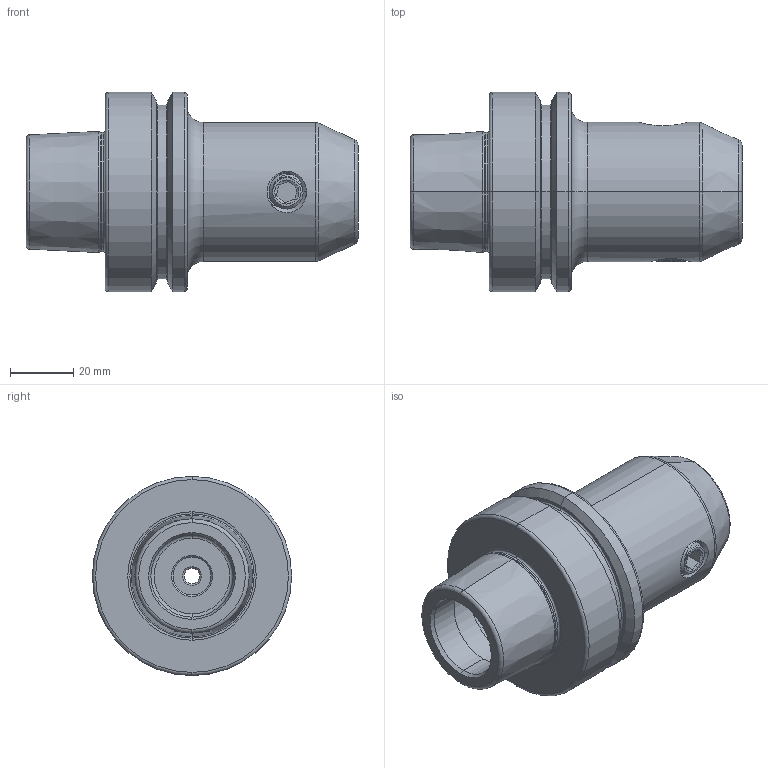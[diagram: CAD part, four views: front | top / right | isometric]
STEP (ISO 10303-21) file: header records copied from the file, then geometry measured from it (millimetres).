
FILE_DESCRIPTION (( 'STEP AP203' ), '1' );
FILE_NAME ('F63.04.14.STEP', '2017-12-26T00:50:58', ( '' ), ( '' ), 'SwSTEP 2.0', 'SolidWorks 2012', '' );
FILE_SCHEMA (( 'CONFIG_CONTROL_DESIGN' ));
Length unit declared in the file: millimetre
Products named in the file (3): 側固12_M12x1.75_16L; F63.04.14
Assembly tree (2 placements, depth 2):
  F63.04.14
    F63.04.14
    側固12_M12x1.75_16L
Bounding box: 105 x 63 x 63 mm (x, y, z)
Volume: 151072.1 mm3; surface area: 29134.5 mm2
Topology: 2 solids, 2 shells, 153 faces, 364 edges, 225 vertices
Faces by surface type: cylinder 59, cone 30, torus 28, plane 20, bspline 14, sphere 2
Entity records: 13126 total; most frequent: CARTESIAN_POINT 9566, ORIENTED_EDGE 724, DIRECTION 648, EDGE_CURVE 362, AXIS2_PLACEMENT_3D 276, VERTEX_POINT 225, EDGE_LOOP 169, FACE_OUTER_BOUND 153
